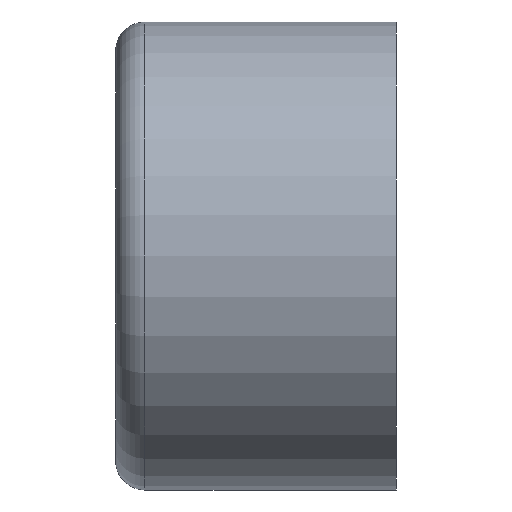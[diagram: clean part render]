
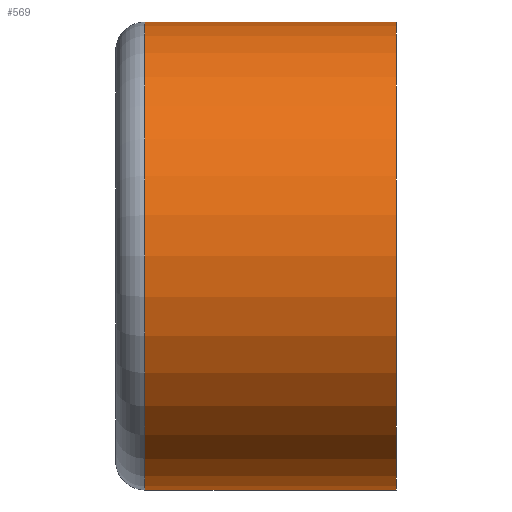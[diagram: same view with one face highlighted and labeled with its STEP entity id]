
A CAD part, left-side view. The second image highlights one B-rep face of the part: STEP entity #569.
In plain terms, the highlighted cylindrical face has radius 2 mm (diameter 4 mm), a full revolution.
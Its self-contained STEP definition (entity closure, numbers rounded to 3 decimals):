
#33=CIRCLE('',#636,2.);
#34=CIRCLE('',#638,2.);
#59=CYLINDRICAL_SURFACE('',#637,2.);
#81=FACE_OUTER_BOUND('',#116,.T.);
#116=EDGE_LOOP('',(#446,#447,#448,#449));
#161=LINE('',#940,#211);
#211=VECTOR('',#760,2.);
#261=VERTEX_POINT('',#935);
#262=VERTEX_POINT('',#938);
#327=EDGE_CURVE('',#261,#261,#33,.T.);
#328=EDGE_CURVE('',#262,#262,#34,.T.);
#329=EDGE_CURVE('',#262,#261,#161,.T.);
#446=ORIENTED_EDGE('',*,*,#328,.F.);
#447=ORIENTED_EDGE('',*,*,#329,.T.);
#448=ORIENTED_EDGE('',*,*,#327,.T.);
#449=ORIENTED_EDGE('',*,*,#329,.F.);
#569=ADVANCED_FACE('',(#81),#59,.T.);
#636=AXIS2_PLACEMENT_3D('',#936,#754,#755);
#637=AXIS2_PLACEMENT_3D('',#937,#756,#757);
#638=AXIS2_PLACEMENT_3D('',#939,#758,#759);
#754=DIRECTION('center_axis',(0.,1.,0.));
#755=DIRECTION('ref_axis',(0.,0.,1.));
#756=DIRECTION('center_axis',(0.,1.,0.));
#757=DIRECTION('ref_axis',(0.,0.,1.));
#758=DIRECTION('center_axis',(0.,1.,0.));
#759=DIRECTION('ref_axis',(0.,0.,1.));
#760=DIRECTION('',(0.,-1.,0.));
#935=CARTESIAN_POINT('',(0.,0.,-2.));
#936=CARTESIAN_POINT('Origin',(0.,0.,0.));
#937=CARTESIAN_POINT('Origin',(0.,1.075,0.));
#938=CARTESIAN_POINT('',(0.,2.15,-2.));
#939=CARTESIAN_POINT('Origin',(0.,2.15,0.));
#940=CARTESIAN_POINT('',(0.,1.075,-2.));
